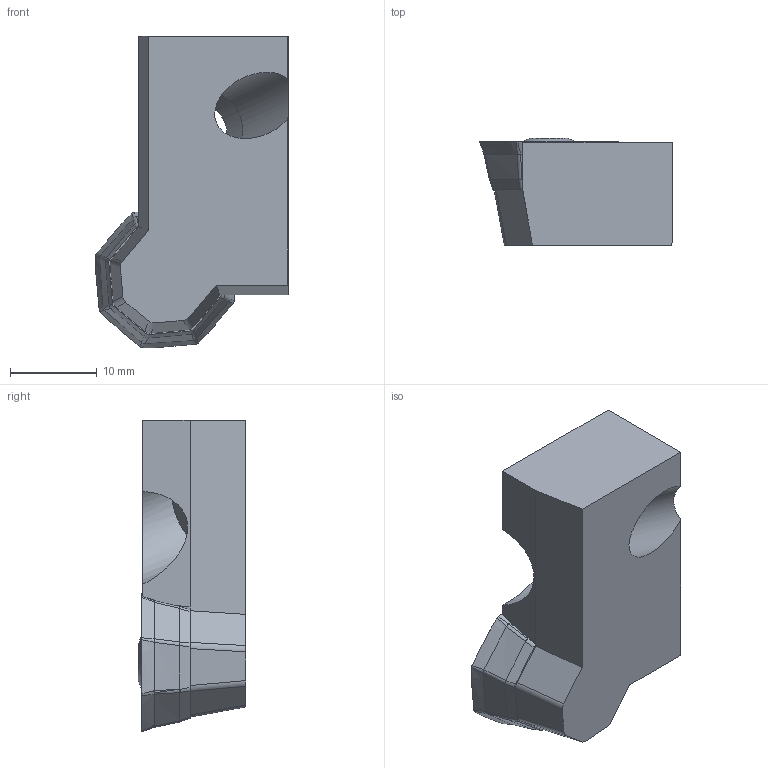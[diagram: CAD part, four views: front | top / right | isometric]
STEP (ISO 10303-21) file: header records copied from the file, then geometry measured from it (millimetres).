
FILE_DESCRIPTION(/* description */ (''),/* implementation_level */ '2;1');
FILE_NAME(/* name */ 'OO06ZR_Detailed.stp',/* time_stamp */ '2024-08-09T16:59:51+05:00',/* author */ (''),/* organization */ (''),/* preprocessor_version */ 'ST-DEVELOPER v16.7',/* originating_system */ 'SIEMENS PLM Software NX 12.0',/* authorisation */ '');
FILE_SCHEMA (('AUTOMOTIVE_DESIGN { 1 0 10303 214 3 1 1 1 }'));
Length unit declared in the file: millimetre
Products named in the file (4): CUT; NOCUT; ASSEMBLY_CONSTRUCTION; OO06ZR_Basic_stp
Assembly tree (3 placements, depth 2):
  OO06ZR_Basic_stp
    ASSEMBLY_CONSTRUCTION
    NOCUT
    CUT
Bounding box: 22.29 x 12.43 x 36 mm (x, y, z)
Volume: 5553.6 mm3; surface area: 3328.3 mm2
Topology: 2 solids, 2 shells, 142 faces, 452 edges, 316 vertices
Faces by surface type: bspline 62, cylinder 36, plane 35, cone 5, sphere 3, torus 1
Full cylindrical faces by diameter (mm): 5 x1, 5.75 x1, 7.05 x1, 7.2 x1, 11.05 x1
Entity records: 8473 total; most frequent: CARTESIAN_POINT 5070, ORIENTED_EDGE 868, EDGE_CURVE 434, DIRECTION 399, VERTEX_POINT 306, B_SPLINE_CURVE_WITH_KNOTS 281, AXIS2_PLACEMENT_3D 159, EDGE_LOOP 156
